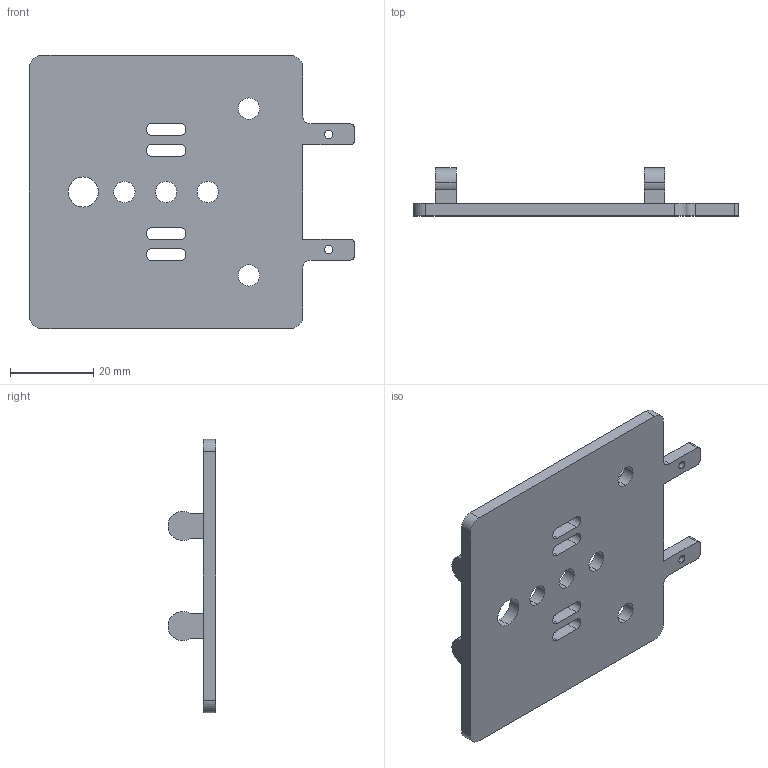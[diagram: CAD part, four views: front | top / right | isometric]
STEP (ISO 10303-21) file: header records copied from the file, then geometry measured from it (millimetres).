
FILE_DESCRIPTION (( 'STEP AP214' ), '1' );
FILE_NAME ('khung trucY.STEP', '2025-04-27T07:12:26', ( '' ), ( '' ), 'SwSTEP 2.0', 'SolidWorks 2024', '' );
FILE_SCHEMA (( 'AUTOMOTIVE_DESIGN' ));
Length unit declared in the file: millimetre
Products named in the file (1): khung trucY
Bounding box: 77.9 x 11.5 x 65.5 mm (x, y, z)
Volume: 13336.5 mm3; surface area: 10663.9 mm2
Topology: 1 solids, 1 shells, 94 faces, 258 edges, 172 vertices
Faces by surface type: cylinder 54, plane 40
Entity records: 3109 total; most frequent: DIRECTION 556, CARTESIAN_POINT 525, ORIENTED_EDGE 516, EDGE_CURVE 258, AXIS2_PLACEMENT_3D 203, VERTEX_POINT 172, LINE 150, VECTOR 150
